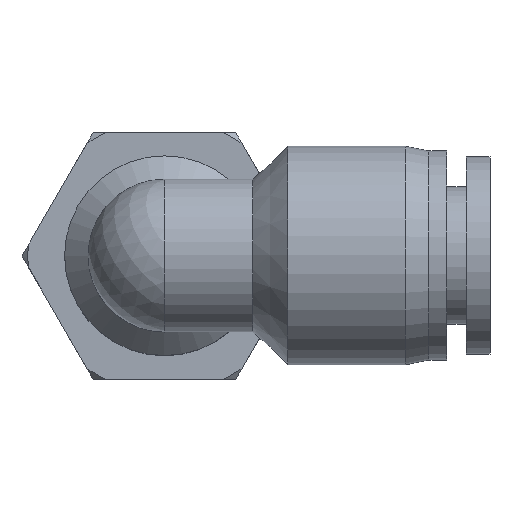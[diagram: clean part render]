
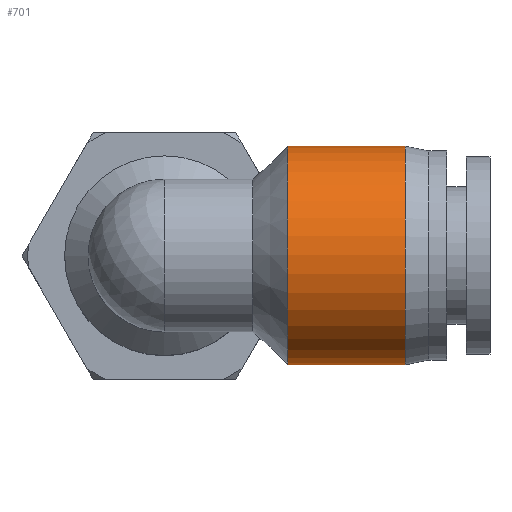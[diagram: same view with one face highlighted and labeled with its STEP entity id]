
A CAD part, top view. The second image highlights one B-rep face of the part: STEP entity #701.
In plain terms, the highlighted cylindrical face has radius 9.3 mm (diameter 18.6 mm), a full revolution.
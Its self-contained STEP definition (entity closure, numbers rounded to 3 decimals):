
#93=FACE_OUTER_BOUND('',#141,.T.);
#141=EDGE_LOOP('',(#504,#505,#506,#507,#508,#509));
#183=LINE('',#1092,#220);
#220=VECTOR('',#885,9.3);
#262=CIRCLE('',#759,9.3);
#263=CIRCLE('',#760,9.3);
#264=CIRCLE('',#762,9.3);
#265=CIRCLE('',#763,9.3);
#306=VERTEX_POINT('',#1085);
#307=VERTEX_POINT('',#1087);
#308=VERTEX_POINT('',#1091);
#309=VERTEX_POINT('',#1093);
#380=EDGE_CURVE('',#306,#307,#262,.T.);
#381=EDGE_CURVE('',#307,#306,#263,.T.);
#382=EDGE_CURVE('',#307,#308,#183,.T.);
#383=EDGE_CURVE('',#309,#308,#264,.T.);
#384=EDGE_CURVE('',#308,#309,#265,.T.);
#504=ORIENTED_EDGE('',*,*,#381,.F.);
#505=ORIENTED_EDGE('',*,*,#382,.T.);
#506=ORIENTED_EDGE('',*,*,#383,.F.);
#507=ORIENTED_EDGE('',*,*,#384,.F.);
#508=ORIENTED_EDGE('',*,*,#382,.F.);
#509=ORIENTED_EDGE('',*,*,#380,.F.);
#686=CYLINDRICAL_SURFACE('',#761,9.3);
#701=ADVANCED_FACE('',(#93),#686,.T.);
#759=AXIS2_PLACEMENT_3D('',#1088,#879,#880);
#760=AXIS2_PLACEMENT_3D('',#1089,#881,#882);
#761=AXIS2_PLACEMENT_3D('',#1090,#883,#884);
#762=AXIS2_PLACEMENT_3D('',#1094,#886,#887);
#763=AXIS2_PLACEMENT_3D('',#1095,#888,#889);
#879=DIRECTION('center_axis',(1.,0.,0.));
#880=DIRECTION('ref_axis',(0.,1.,0.));
#881=DIRECTION('center_axis',(1.,0.,0.));
#882=DIRECTION('ref_axis',(0.,1.,0.));
#883=DIRECTION('center_axis',(1.,0.,0.));
#884=DIRECTION('ref_axis',(0.,-1.,0.));
#885=DIRECTION('',(-1.,0.,0.));
#886=DIRECTION('center_axis',(-1.,0.,0.));
#887=DIRECTION('ref_axis',(0.,0.,1.));
#888=DIRECTION('center_axis',(-1.,0.,0.));
#889=DIRECTION('ref_axis',(0.,0.,1.));
#1085=CARTESIAN_POINT('',(20.5,0.,29.7));
#1087=CARTESIAN_POINT('',(20.5,9.3,39.));
#1088=CARTESIAN_POINT('Origin',(20.5,0.,39.));
#1089=CARTESIAN_POINT('Origin',(20.5,0.,39.));
#1090=CARTESIAN_POINT('Origin',(10.5,0.,39.));
#1091=CARTESIAN_POINT('',(10.5,9.3,39.));
#1092=CARTESIAN_POINT('',(10.5,9.3,39.));
#1093=CARTESIAN_POINT('',(10.5,0.,29.7));
#1094=CARTESIAN_POINT('Origin',(10.5,0.,39.));
#1095=CARTESIAN_POINT('Origin',(10.5,0.,39.));
